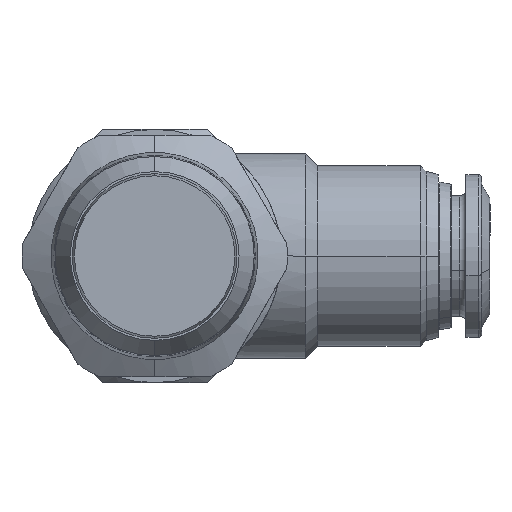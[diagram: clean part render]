
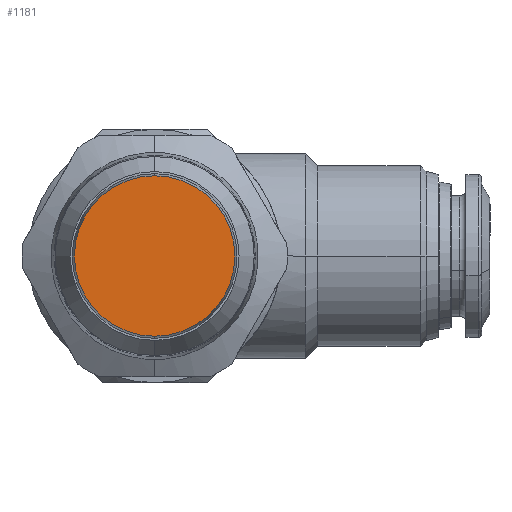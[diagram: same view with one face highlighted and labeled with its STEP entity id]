
A CAD part, front view. The second image highlights one B-rep face of the part: STEP entity #1181.
In plain terms, the highlighted planar face has unit normal (0, -1, 0).
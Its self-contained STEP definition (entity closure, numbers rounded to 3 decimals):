
#739 = EDGE_CURVE ( 'NONE', #5110, #5108, #8300, .T. ) ;
#1181 = ADVANCED_FACE ( 'NONE', ( #7744 ), #5531, .T. ) ;
#1569 = EDGE_LOOP ( 'NONE', ( #3250, #3251 ) ) ;
#2555 = CARTESIAN_POINT ( 'NONE',  ( 0., 0., 0. ) ) ;
#2556 = DIRECTION ( 'NONE',  ( 0., -1., 0. ) ) ;
#2557 = DIRECTION ( 'NONE',  ( 0., 0., -1. ) ) ;
#3250 = ORIENTED_EDGE ( 'NONE', *, *, #7698, .T. ) ;
#3251 = ORIENTED_EDGE ( 'NONE', *, *, #739, .T. ) ;
#4300 = CARTESIAN_POINT ( 'NONE',  ( 0., 0., 0. ) ) ;
#4301 = DIRECTION ( 'NONE',  ( 0., -1., 0. ) ) ;
#4302 = DIRECTION ( 'NONE',  ( 0., 0., -1. ) ) ;
#4481 = AXIS2_PLACEMENT_3D ( 'NONE', #2555, #2556, #2557 ) ;
#4982 = CARTESIAN_POINT ( 'NONE',  ( 0., 0., 6.65 ) ) ;
#4984 = CARTESIAN_POINT ( 'NONE',  ( 0., 0., -6.65 ) ) ;
#5108 = VERTEX_POINT ( 'NONE', #4982 ) ;
#5110 = VERTEX_POINT ( 'NONE', #4984 ) ;
#5531 = PLANE ( 'NONE',  #6977 ) ;
#5539 = CARTESIAN_POINT ( 'NONE',  ( 0., 0., 0. ) ) ;
#5540 = DIRECTION ( 'NONE',  ( 0., -1., 0. ) ) ;
#5541 = DIRECTION ( 'NONE',  ( 0., 0., -1. ) ) ;
#5665 = AXIS2_PLACEMENT_3D ( 'NONE', #4300, #4301, #4302 ) ;
#6977 = AXIS2_PLACEMENT_3D ( 'NONE', #5539, #5540, #5541 ) ;
#7131 = CIRCLE ( 'NONE', #4481, 6.65 ) ;
#7698 = EDGE_CURVE ( 'NONE', #5108, #5110, #7131, .T. ) ;
#7744 = FACE_OUTER_BOUND ( 'NONE', #1569, .T. ) ;
#8300 = CIRCLE ( 'NONE', #5665, 6.65 ) ;
